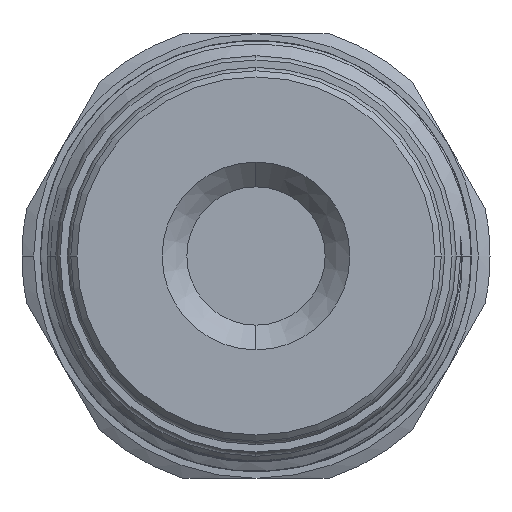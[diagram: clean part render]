
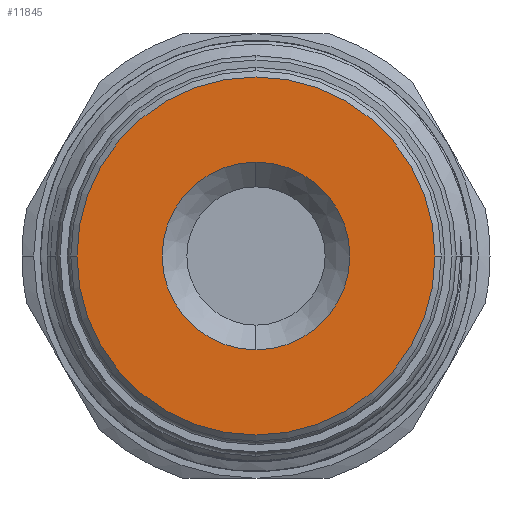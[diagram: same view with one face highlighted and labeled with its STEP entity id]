
A CAD part, left-side view. The second image highlights one B-rep face of the part: STEP entity #11845.
In plain terms, the highlighted planar face has unit normal (-1, 0, 0).
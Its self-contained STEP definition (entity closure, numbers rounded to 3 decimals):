
#392 = CARTESIAN_POINT ( 'NONE',  ( -30.774, -2.703, -7.6 ) ) ;
#468 = ORIENTED_EDGE ( 'NONE', *, *, #6988, .T. ) ;
#1178 = FACE_OUTER_BOUND ( 'NONE', #1903, .T. ) ;
#1263 = CARTESIAN_POINT ( 'NONE',  ( -30.774, -2.703, 0. ) ) ;
#1903 = EDGE_LOOP ( 'NONE', ( #468, #8473 ) ) ;
#2499 = DIRECTION ( 'NONE',  ( -1., 0., 0. ) ) ;
#2768 = DIRECTION ( 'NONE',  ( 0., 1., 0. ) ) ;
#3022 = VERTEX_POINT ( 'NONE', #11058 ) ;
#3486 = VERTEX_POINT ( 'NONE', #4647 ) ;
#4272 = VERTEX_POINT ( 'NONE', #392 ) ;
#4277 = CIRCLE ( 'NONE', #12900, 7.6 ) ;
#4483 = DIRECTION ( 'NONE',  ( 1., 0., 0. ) ) ;
#4647 = CARTESIAN_POINT ( 'NONE',  ( -30.774, 11.797, 0. ) ) ;
#4930 = AXIS2_PLACEMENT_3D ( 'NONE', #10925, #13222, #6252 ) ;
#5499 = DIRECTION ( 'NONE',  ( 0., 1., 0. ) ) ;
#5567 = DIRECTION ( 'NONE',  ( 1., 0., 0. ) ) ;
#6102 = CARTESIAN_POINT ( 'NONE',  ( -30.774, -17.203, 0. ) ) ;
#6252 = DIRECTION ( 'NONE',  ( 0., 1., 0. ) ) ;
#6526 = AXIS2_PLACEMENT_3D ( 'NONE', #6777, #4483, #5499 ) ;
#6777 = CARTESIAN_POINT ( 'NONE',  ( -30.774, -2.703, 0. ) ) ;
#6988 = EDGE_CURVE ( 'NONE', #3486, #8883, #9507, .T. ) ;
#7395 = EDGE_LOOP ( 'NONE', ( #7407, #14352 ) ) ;
#7407 = ORIENTED_EDGE ( 'NONE', *, *, #13498, .T. ) ;
#8185 = DIRECTION ( 'NONE',  ( 0., 1., 0. ) ) ;
#8208 = CIRCLE ( 'NONE', #6526, 7.6 ) ;
#8254 = EDGE_CURVE ( 'NONE', #4272, #3022, #8208, .T. ) ;
#8473 = ORIENTED_EDGE ( 'NONE', *, *, #8487, .T. ) ;
#8487 = EDGE_CURVE ( 'NONE', #8883, #3486, #12203, .T. ) ;
#8883 = VERTEX_POINT ( 'NONE', #6102 ) ;
#8929 = PLANE ( 'NONE',  #9959 ) ;
#9507 = CIRCLE ( 'NONE', #4930, 14.5 ) ;
#9959 = AXIS2_PLACEMENT_3D ( 'NONE', #12446, #5567, #10270 ) ;
#10270 = DIRECTION ( 'NONE',  ( 0., 1., 0. ) ) ;
#10642 = DIRECTION ( 'NONE',  ( 1., 0., 0. ) ) ;
#10910 = AXIS2_PLACEMENT_3D ( 'NONE', #11852, #2499, #2768 ) ;
#10925 = CARTESIAN_POINT ( 'NONE',  ( -30.774, -2.703, 0. ) ) ;
#11058 = CARTESIAN_POINT ( 'NONE',  ( -30.774, -2.703, 7.6 ) ) ;
#11845 = ADVANCED_FACE ( 'NONE', ( #1178, #13244 ), #8929, .F. ) ;
#11852 = CARTESIAN_POINT ( 'NONE',  ( -30.774, -2.703, 0. ) ) ;
#12203 = CIRCLE ( 'NONE', #10910, 14.5 ) ;
#12446 = CARTESIAN_POINT ( 'NONE',  ( -30.774, -2.703, 0. ) ) ;
#12900 = AXIS2_PLACEMENT_3D ( 'NONE', #1263, #10642, #8185 ) ;
#13222 = DIRECTION ( 'NONE',  ( -1., 0., 0. ) ) ;
#13244 = FACE_BOUND ( 'NONE', #7395, .T. ) ;
#13498 = EDGE_CURVE ( 'NONE', #3022, #4272, #4277, .T. ) ;
#14352 = ORIENTED_EDGE ( 'NONE', *, *, #8254, .T. ) ;
